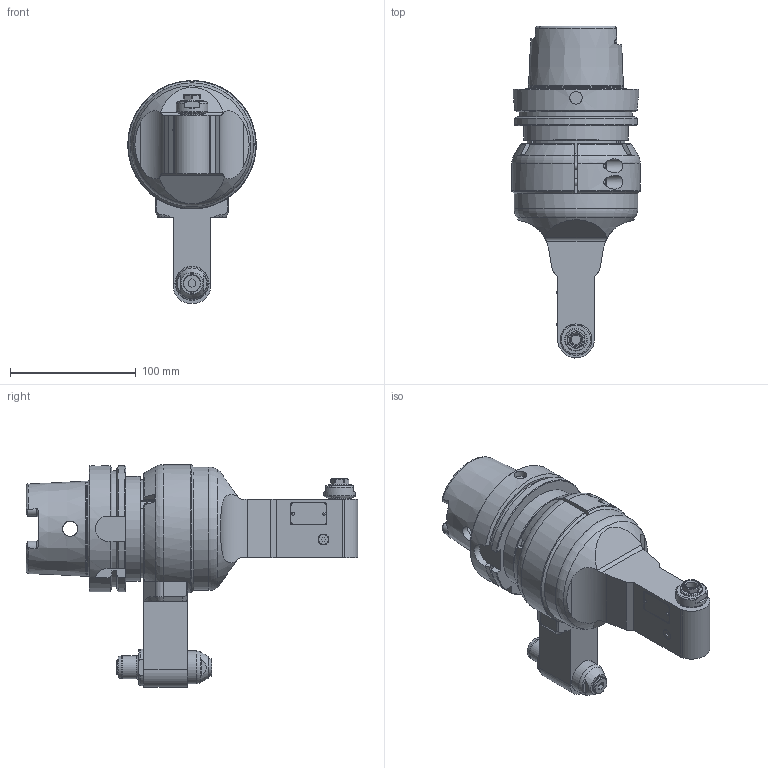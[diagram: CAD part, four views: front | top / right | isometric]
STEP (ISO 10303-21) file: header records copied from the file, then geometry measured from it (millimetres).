
FILE_DESCRIPTION(/* description */ (''),/* implementation_level */ '2;1');
FILE_NAME(/* name */ '9.F90.07000-9H100.stp',/* time_stamp */ '2024-02-20T10:20:54-05:00',/* author */ ('jkrenzer'),/* organization */ (''),/* preprocessor_version */ 'ST-DEVELOPER v18.1',/* originating_system */ 'Autodesk Inventor 2022',/* authorisation */ '');
FILE_SCHEMA (('AUTOMOTIVE_DESIGN { 1 0 10303 214 3 1 1 }'));
Products named in the file (2): 9.F90.07000-9H100; 9.F90.07000-9H100_1
Assembly tree (1 placements, depth 2):
  9.F90.07000-9H100
    9.F90.07000-9H100_1
Bounding box: 102 x 263.44 x 176.98 mm (x, y, z)
Volume: 1071764 mm3; surface area: 139110.3 mm2
Topology: 2 solids, 3 shells, 575 faces, 1464 edges, 944 vertices
Faces by surface type: plane 270, cylinder 174, cone 87, torus 38, sphere 4, bspline 2
Full cylindrical faces by diameter (mm): 2.5 x3, 2.6 x2, 3 x2, 3.3 x2, 4 x1, 4.2 x2, 5 x3, 6 x3, 6.5 x3, 7 x2, 7.5 x1, 8 x2, 8.5 x2, 8.821 x1, 9 x2, 9.2 x1, 10 x5, 10.4 x2, 10.8 x1, 11 x2, 11.6 x1, 12 x5, 12.5 x2, 12.8 x1, 13 x1, 14 x1, 18 x4, 18.6 x1, 21.8 x1, 22.6 x1
Entity records: 21057 total; most frequent: CARTESIAN_POINT 6943, DIRECTION 3005, ORIENTED_EDGE 2912, EDGE_CURVE 1456, AXIS2_PLACEMENT_3D 1161, VERTEX_POINT 944, LINE 683, VECTOR 683
